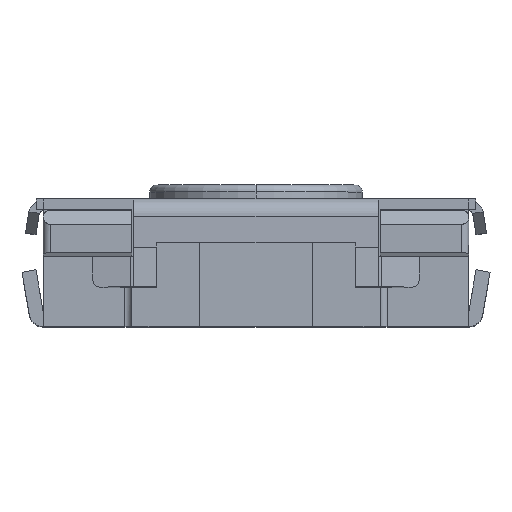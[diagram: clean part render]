
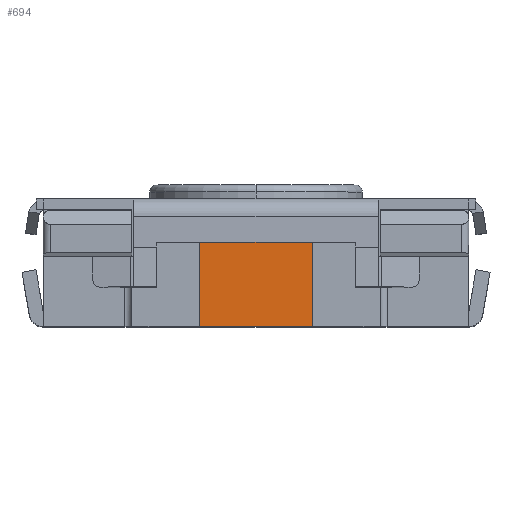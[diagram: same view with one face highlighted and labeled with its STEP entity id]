
A CAD part, top view. The second image highlights one B-rep face of the part: STEP entity #694.
In plain terms, the highlighted planar face has unit normal (0, 0, 1).
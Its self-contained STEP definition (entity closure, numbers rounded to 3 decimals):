
#232 = CARTESIAN_POINT ( 'NONE',  ( 0.8, 0., 2.7 ) ) ;
#645 = DIRECTION ( 'NONE',  ( 0., 0., -1. ) ) ;
#660 = VECTOR ( 'NONE', #4074, 1000. ) ;
#694 = ADVANCED_FACE ( 'NONE', ( #4559 ), #2643, .F. ) ;
#1256 = LINE ( 'NONE', #8107, #2819 ) ;
#1706 = DIRECTION ( 'NONE',  ( 1., 0., 0. ) ) ;
#1880 = CARTESIAN_POINT ( 'NONE',  ( -0.8, 0., 2.7 ) ) ;
#2345 = CARTESIAN_POINT ( 'NONE',  ( -0.8, 1.65, 2.7 ) ) ;
#2438 = LINE ( 'NONE', #5390, #660 ) ;
#2643 = PLANE ( 'NONE',  #6789 ) ;
#2662 = ORIENTED_EDGE ( 'NONE', *, *, #8158, .F. ) ;
#2819 = VECTOR ( 'NONE', #7417, 1000. ) ;
#3189 = VERTEX_POINT ( 'NONE', #232 ) ;
#3338 = LINE ( 'NONE', #2345, #6669 ) ;
#3705 = EDGE_CURVE ( 'NONE', #7413, #7561, #2438, .T. ) ;
#4074 = DIRECTION ( 'NONE',  ( 0., 1., 0. ) ) ;
#4180 = ORIENTED_EDGE ( 'NONE', *, *, #5368, .F. ) ;
#4257 = LINE ( 'NONE', #8508, #5817 ) ;
#4445 = CARTESIAN_POINT ( 'NONE',  ( 0.8, 1.65, 2.7 ) ) ;
#4500 = DIRECTION ( 'NONE',  ( 0., -1., 0. ) ) ;
#4559 = FACE_OUTER_BOUND ( 'NONE', #8273, .T. ) ;
#5322 = DIRECTION ( 'NONE',  ( -1., 0., 0. ) ) ;
#5368 = EDGE_CURVE ( 'NONE', #3189, #7413, #1256, .T. ) ;
#5390 = CARTESIAN_POINT ( 'NONE',  ( -0.8, 0., 2.7 ) ) ;
#5817 = VECTOR ( 'NONE', #4500, 1000. ) ;
#6560 = ORIENTED_EDGE ( 'NONE', *, *, #8265, .F. ) ;
#6669 = VECTOR ( 'NONE', #1706, 1000. ) ;
#6687 = CARTESIAN_POINT ( 'NONE',  ( -0.8, 1.65, 2.7 ) ) ;
#6789 = AXIS2_PLACEMENT_3D ( 'NONE', #8649, #645, #5322 ) ;
#7413 = VERTEX_POINT ( 'NONE', #1880 ) ;
#7417 = DIRECTION ( 'NONE',  ( -1., 0., 0. ) ) ;
#7561 = VERTEX_POINT ( 'NONE', #6687 ) ;
#7999 = ORIENTED_EDGE ( 'NONE', *, *, #3705, .F. ) ;
#8107 = CARTESIAN_POINT ( 'NONE',  ( 5., 0., 2.7 ) ) ;
#8158 = EDGE_CURVE ( 'NONE', #7561, #8257, #3338, .T. ) ;
#8257 = VERTEX_POINT ( 'NONE', #4445 ) ;
#8265 = EDGE_CURVE ( 'NONE', #8257, #3189, #4257, .T. ) ;
#8273 = EDGE_LOOP ( 'NONE', ( #2662, #7999, #4180, #6560 ) ) ;
#8508 = CARTESIAN_POINT ( 'NONE',  ( 0.8, 0., 2.7 ) ) ;
#8649 = CARTESIAN_POINT ( 'NONE',  ( -0.8, 0., 2.7 ) ) ;
